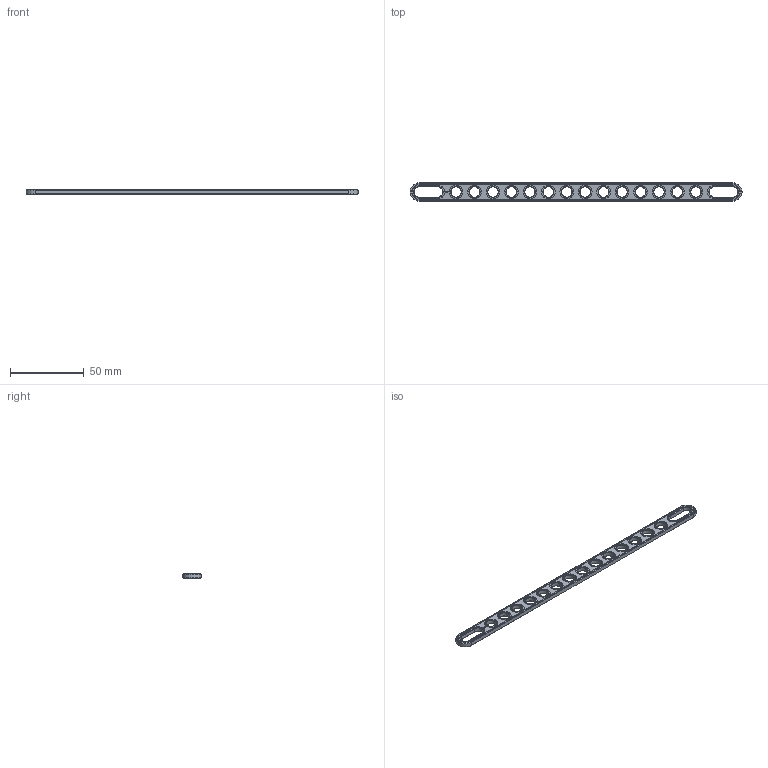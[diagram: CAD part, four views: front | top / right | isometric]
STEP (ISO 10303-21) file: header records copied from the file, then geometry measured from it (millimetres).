
FILE_DESCRIPTION(('FreeCAD Model'),'2;1');
FILE_NAME('Open CASCADE Shape Model','2023-01-08T23:28:28',(''),(''), 'Open CASCADE STEP processor 7.6','FreeCAD','Unknown');
FILE_SCHEMA(('AUTOMOTIVE_DESIGN { 1 0 10303 214 1 1 1 1 }'));
Length unit declared in the file: millimetre
Products named in the file (1): Brace STR SLT BE ERR BU18x01x00.25x02 - SPN-BRC-0349 (stemfie.org)
Bounding box: 225 x 12.5 x 3.12 mm (x, y, z)
Volume: 5938.7 mm3; surface area: 6577.1 mm2
Topology: 1 solids, 1 shells, 652 faces, 1759 edges, 1160 vertices
Faces by surface type: plane 362, extrusion 210, cone 40, cylinder 40
Full cylindrical faces by diameter (mm): 7 x14, 9.2 x14
Entity records: 44847 total; most frequent: CARTESIAN_POINT 11055, DIRECTION 5435, VECTOR 4207, LINE 3997, ORIENTED_EDGE 3518, PCURVE 3518, DEFINITIONAL_REPRESENTATION 3518, EDGE_CURVE 1759
